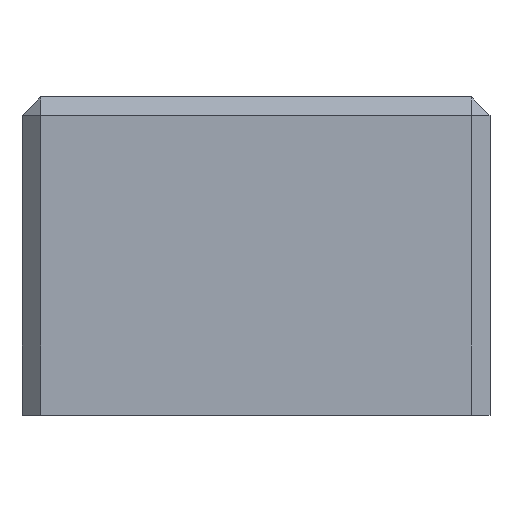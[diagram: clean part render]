
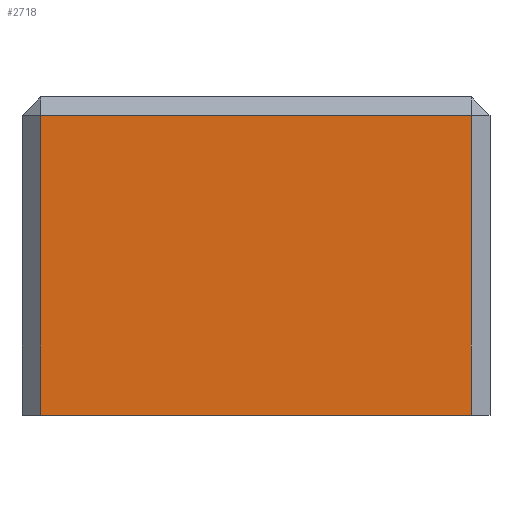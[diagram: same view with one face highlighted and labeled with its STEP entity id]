
A CAD part, front view. The second image highlights one B-rep face of the part: STEP entity #2718.
In plain terms, the highlighted planar face has unit normal (0, -1, 0).
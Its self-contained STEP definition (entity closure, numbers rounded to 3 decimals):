
#1254 = PLANE('',#1255);
#1255 = AXIS2_PLACEMENT_3D('',#1256,#1257,#1258);
#1256 = CARTESIAN_POINT('',(0.,0.,0.));
#1257 = DIRECTION('',(0.,0.,1.));
#1258 = DIRECTION('',(1.,0.,0.));
#1366 = PLANE('',#1367);
#1367 = AXIS2_PLACEMENT_3D('',#1368,#1369,#1370);
#1368 = CARTESIAN_POINT('',(-12.,-6.5,0.));
#1369 = DIRECTION('',(-0.707,-0.707,0.));
#1370 = DIRECTION('',(0.,0.,1.));
#1678 = PLANE('',#1679);
#1679 = AXIS2_PLACEMENT_3D('',#1680,#1681,#1682);
#1680 = CARTESIAN_POINT('',(-12.5,-6.5,16.5));
#1681 = DIRECTION('',(0.,0.707,-0.707));
#1682 = DIRECTION('',(1.,0.,0.));
#1818 = PLANE('',#1819);
#1819 = AXIS2_PLACEMENT_3D('',#1820,#1821,#1822);
#1820 = CARTESIAN_POINT('',(12.,-6.5,0.));
#1821 = DIRECTION('',(0.707,-0.707,0.));
#1822 = DIRECTION('',(-0.,-0.,-1.));
#2112 = EDGE_CURVE('',#2113,#2115,#2117,.T.);
#2113 = VERTEX_POINT('',#2114);
#2114 = CARTESIAN_POINT('',(-11.5,-7.,0.));
#2115 = VERTEX_POINT('',#2116);
#2116 = CARTESIAN_POINT('',(11.5,-7.,0.));
#2117 = SURFACE_CURVE('',#2118,(#2122,#2129),.PCURVE_S1.);
#2118 = LINE('',#2119,#2120);
#2119 = CARTESIAN_POINT('',(-12.5,-7.,0.));
#2120 = VECTOR('',#2121,1.);
#2121 = DIRECTION('',(1.,0.,0.));
#2122 = PCURVE('',#1254,#2123);
#2123 = DEFINITIONAL_REPRESENTATION('',(#2124),#2128);
#2124 = LINE('',#2125,#2126);
#2125 = CARTESIAN_POINT('',(-12.5,-7.));
#2126 = VECTOR('',#2127,1.);
#2127 = DIRECTION('',(1.,0.));
#2128 = ( GEOMETRIC_REPRESENTATION_CONTEXT(2) 
PARAMETRIC_REPRESENTATION_CONTEXT() REPRESENTATION_CONTEXT('2D SPACE',''
  ) );
#2129 = PCURVE('',#2130,#2135);
#2130 = PLANE('',#2131);
#2131 = AXIS2_PLACEMENT_3D('',#2132,#2133,#2134);
#2132 = CARTESIAN_POINT('',(-12.5,-7.,0.));
#2133 = DIRECTION('',(0.,1.,0.));
#2134 = DIRECTION('',(1.,0.,0.));
#2135 = DEFINITIONAL_REPRESENTATION('',(#2136),#2140);
#2136 = LINE('',#2137,#2138);
#2137 = CARTESIAN_POINT('',(0.,0.));
#2138 = VECTOR('',#2139,1.);
#2139 = DIRECTION('',(1.,0.));
#2140 = ( GEOMETRIC_REPRESENTATION_CONTEXT(2) 
PARAMETRIC_REPRESENTATION_CONTEXT() REPRESENTATION_CONTEXT('2D SPACE',''
  ) );
#2319 = EDGE_CURVE('',#2113,#2320,#2322,.T.);
#2320 = VERTEX_POINT('',#2321);
#2321 = CARTESIAN_POINT('',(-11.5,-7.,16.));
#2322 = SURFACE_CURVE('',#2323,(#2327,#2334),.PCURVE_S1.);
#2323 = LINE('',#2324,#2325);
#2324 = CARTESIAN_POINT('',(-11.5,-7.,0.));
#2325 = VECTOR('',#2326,1.);
#2326 = DIRECTION('',(0.,0.,1.));
#2327 = PCURVE('',#1366,#2328);
#2328 = DEFINITIONAL_REPRESENTATION('',(#2329),#2333);
#2329 = LINE('',#2330,#2331);
#2330 = CARTESIAN_POINT('',(0.,-0.707));
#2331 = VECTOR('',#2332,1.);
#2332 = DIRECTION('',(1.,0.));
#2333 = ( GEOMETRIC_REPRESENTATION_CONTEXT(2) 
PARAMETRIC_REPRESENTATION_CONTEXT() REPRESENTATION_CONTEXT('2D SPACE',''
  ) );
#2334 = PCURVE('',#2130,#2335);
#2335 = DEFINITIONAL_REPRESENTATION('',(#2336),#2340);
#2336 = LINE('',#2337,#2338);
#2337 = CARTESIAN_POINT('',(1.,0.));
#2338 = VECTOR('',#2339,1.);
#2339 = DIRECTION('',(0.,-1.));
#2340 = ( GEOMETRIC_REPRESENTATION_CONTEXT(2) 
PARAMETRIC_REPRESENTATION_CONTEXT() REPRESENTATION_CONTEXT('2D SPACE',''
  ) );
#2530 = VERTEX_POINT('',#2531);
#2531 = CARTESIAN_POINT('',(11.5,-7.,16.));
#2557 = EDGE_CURVE('',#2320,#2530,#2558,.T.);
#2558 = SURFACE_CURVE('',#2559,(#2563,#2570),.PCURVE_S1.);
#2559 = LINE('',#2560,#2561);
#2560 = CARTESIAN_POINT('',(-12.5,-7.,16.));
#2561 = VECTOR('',#2562,1.);
#2562 = DIRECTION('',(1.,0.,0.));
#2563 = PCURVE('',#1678,#2564);
#2564 = DEFINITIONAL_REPRESENTATION('',(#2565),#2569);
#2565 = LINE('',#2566,#2567);
#2566 = CARTESIAN_POINT('',(0.,0.707));
#2567 = VECTOR('',#2568,1.);
#2568 = DIRECTION('',(1.,0.));
#2569 = ( GEOMETRIC_REPRESENTATION_CONTEXT(2) 
PARAMETRIC_REPRESENTATION_CONTEXT() REPRESENTATION_CONTEXT('2D SPACE',''
  ) );
#2570 = PCURVE('',#2130,#2571);
#2571 = DEFINITIONAL_REPRESENTATION('',(#2572),#2576);
#2572 = LINE('',#2573,#2574);
#2573 = CARTESIAN_POINT('',(0.,-16.));
#2574 = VECTOR('',#2575,1.);
#2575 = DIRECTION('',(1.,0.));
#2576 = ( GEOMETRIC_REPRESENTATION_CONTEXT(2) 
PARAMETRIC_REPRESENTATION_CONTEXT() REPRESENTATION_CONTEXT('2D SPACE',''
  ) );
#2629 = EDGE_CURVE('',#2115,#2530,#2630,.T.);
#2630 = SURFACE_CURVE('',#2631,(#2635,#2642),.PCURVE_S1.);
#2631 = LINE('',#2632,#2633);
#2632 = CARTESIAN_POINT('',(11.5,-7.,0.));
#2633 = VECTOR('',#2634,1.);
#2634 = DIRECTION('',(0.,0.,1.));
#2635 = PCURVE('',#1818,#2636);
#2636 = DEFINITIONAL_REPRESENTATION('',(#2637),#2641);
#2637 = LINE('',#2638,#2639);
#2638 = CARTESIAN_POINT('',(-0.,-0.707));
#2639 = VECTOR('',#2640,1.);
#2640 = DIRECTION('',(-1.,0.));
#2641 = ( GEOMETRIC_REPRESENTATION_CONTEXT(2) 
PARAMETRIC_REPRESENTATION_CONTEXT() REPRESENTATION_CONTEXT('2D SPACE',''
  ) );
#2642 = PCURVE('',#2130,#2643);
#2643 = DEFINITIONAL_REPRESENTATION('',(#2644),#2648);
#2644 = LINE('',#2645,#2646);
#2645 = CARTESIAN_POINT('',(24.,0.));
#2646 = VECTOR('',#2647,1.);
#2647 = DIRECTION('',(0.,-1.));
#2648 = ( GEOMETRIC_REPRESENTATION_CONTEXT(2) 
PARAMETRIC_REPRESENTATION_CONTEXT() REPRESENTATION_CONTEXT('2D SPACE',''
  ) );
#2718 = ADVANCED_FACE('',(#2719),#2130,.F.);
#2719 = FACE_BOUND('',#2720,.F.);
#2720 = EDGE_LOOP('',(#2721,#2722,#2723,#2724));
#2721 = ORIENTED_EDGE('',*,*,#2112,.F.);
#2722 = ORIENTED_EDGE('',*,*,#2319,.T.);
#2723 = ORIENTED_EDGE('',*,*,#2557,.T.);
#2724 = ORIENTED_EDGE('',*,*,#2629,.F.);
